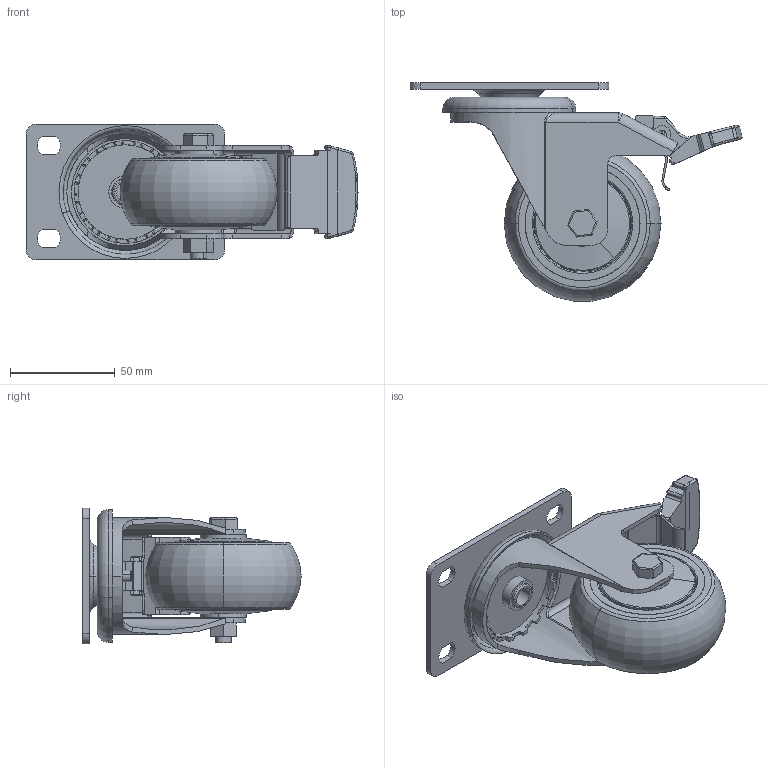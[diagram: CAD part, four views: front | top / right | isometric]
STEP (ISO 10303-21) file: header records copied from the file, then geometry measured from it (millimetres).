
FILE_DESCRIPTION (( 'STEP AP214' ), '1' );
FILE_NAME ('Plate Mt 75mm Swivel Caster_Total Brake-70kg(00DCA-3300-003-00).step', '2023-08-23T13:25:04', ( '' ), ( '' ), 'SwSTEP 2.0', 'SolidWorks 2020', '' );
FILE_SCHEMA (( 'AUTOMOTIVE_DESIGN' ));
Length unit declared in the file: millimetre
Products named in the file (1): Plate Mt 75mm Swivel Caster_Total Brake-70kg(00DCA-3300-003-00)
Bounding box: 158.72 x 104.33 x 65 mm (x, y, z)
Volume: 170245.9 mm3; surface area: 96629.9 mm2
Topology: 15 solids, 15 shells, 594 faces, 1528 edges, 969 vertices
Faces by surface type: cylinder 278, plane 214, torus 68, cone 18, sphere 8, bspline 8
Entity records: 25775 total; most frequent: CARTESIAN_POINT 4684, ORIENTED_EDGE 3032, DIRECTION 3019, EDGE_CURVE 1516, AXIS2_PLACEMENT_3D 1148, VERTEX_POINT 965, VECTOR 723, LINE 723
